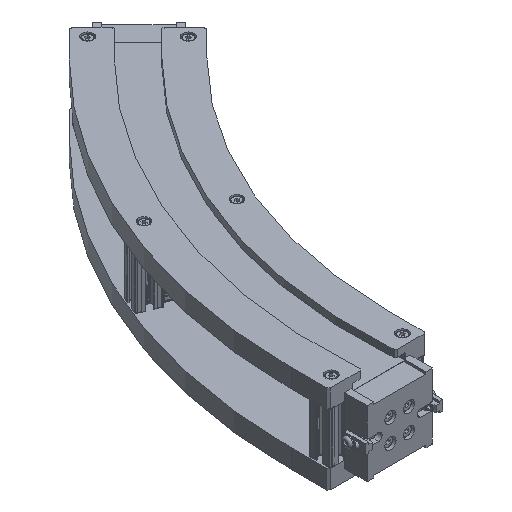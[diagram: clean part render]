
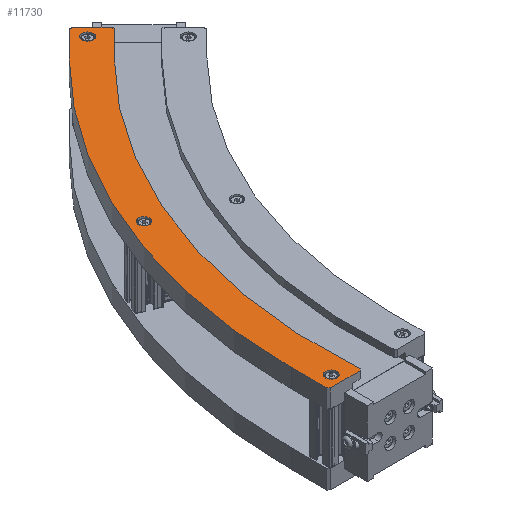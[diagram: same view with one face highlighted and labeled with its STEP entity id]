
A CAD part, isometric view. The second image highlights one B-rep face of the part: STEP entity #11730.
In plain terms, the highlighted planar face has unit normal (0, 0, 1).
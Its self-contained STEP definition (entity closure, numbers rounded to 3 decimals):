
#321=FACE_BOUND('',#1713,.T.);
#322=FACE_BOUND('',#1714,.T.);
#323=FACE_BOUND('',#1715,.T.);
#576=PLANE('',#12912);
#1091=FACE_OUTER_BOUND('',#1712,.T.);
#1712=EDGE_LOOP('',(#9777,#9778,#9779,#9780,#9781,#9782,#9783,#9784,#9785,
#9786,#9787));
#1713=EDGE_LOOP('',(#9788));
#1714=EDGE_LOOP('',(#9789));
#1715=EDGE_LOOP('',(#9790));
#2696=LINE('',#18878,#3828);
#2698=LINE('',#18882,#3830);
#2700=LINE('',#18887,#3832);
#2703=LINE('',#18892,#3835);
#2725=LINE('',#18948,#3857);
#2733=LINE('',#18969,#3865);
#2752=LINE('',#19048,#3884);
#2753=LINE('',#19051,#3885);
#2754=LINE('',#19054,#3886);
#3828=VECTOR('',#15450,10.);
#3830=VECTOR('',#15454,10.);
#3832=VECTOR('',#15458,10.);
#3835=VECTOR('',#15463,10.);
#3857=VECTOR('',#15509,10.);
#3865=VECTOR('',#15531,10.);
#3884=VECTOR('',#15636,10.);
#3885=VECTOR('',#15639,10.);
#3886=VECTOR('',#15642,10.);
#4515=CIRCLE('',#12864,672.5);
#4519=CIRCLE('',#12873,7.5);
#4526=CIRCLE('',#12889,7.5);
#4529=CIRCLE('',#12895,7.5);
#4534=CIRCLE('',#12913,715.);
#5393=VERTEX_POINT('',#18875);
#5394=VERTEX_POINT('',#18877);
#5395=VERTEX_POINT('',#18881);
#5396=VERTEX_POINT('',#18885);
#5397=VERTEX_POINT('',#18886);
#5398=VERTEX_POINT('',#18891);
#5420=VERTEX_POINT('',#18947);
#5423=VERTEX_POINT('',#18955);
#5426=VERTEX_POINT('',#18968);
#5429=VERTEX_POINT('',#18977);
#5436=VERTEX_POINT('',#19006);
#5439=VERTEX_POINT('',#19017);
#5444=VERTEX_POINT('',#19050);
#5445=VERTEX_POINT('',#19052);
#6865=EDGE_CURVE('',#5394,#5393,#2696,.T.);
#6867=EDGE_CURVE('',#5394,#5395,#2698,.T.);
#6869=EDGE_CURVE('',#5396,#5397,#2700,.T.);
#6872=EDGE_CURVE('',#5398,#5397,#2703,.T.);
#6901=EDGE_CURVE('',#5420,#5393,#2725,.T.);
#6906=EDGE_CURVE('',#5420,#5423,#4515,.T.);
#6912=EDGE_CURVE('',#5398,#5426,#2733,.T.);
#6916=EDGE_CURVE('',#5429,#5429,#4519,.T.);
#6929=EDGE_CURVE('',#5436,#5436,#4526,.T.);
#6934=EDGE_CURVE('',#5439,#5439,#4529,.T.);
#6948=EDGE_CURVE('',#5423,#5426,#2752,.T.);
#6949=EDGE_CURVE('',#5396,#5444,#2753,.T.);
#6950=EDGE_CURVE('',#5444,#5445,#4534,.T.);
#6951=EDGE_CURVE('',#5445,#5395,#2754,.T.);
#9777=ORIENTED_EDGE('',*,*,#6867,.F.);
#9778=ORIENTED_EDGE('',*,*,#6865,.T.);
#9779=ORIENTED_EDGE('',*,*,#6901,.F.);
#9780=ORIENTED_EDGE('',*,*,#6906,.T.);
#9781=ORIENTED_EDGE('',*,*,#6948,.T.);
#9782=ORIENTED_EDGE('',*,*,#6912,.F.);
#9783=ORIENTED_EDGE('',*,*,#6872,.T.);
#9784=ORIENTED_EDGE('',*,*,#6869,.F.);
#9785=ORIENTED_EDGE('',*,*,#6949,.T.);
#9786=ORIENTED_EDGE('',*,*,#6950,.T.);
#9787=ORIENTED_EDGE('',*,*,#6951,.T.);
#9788=ORIENTED_EDGE('',*,*,#6916,.T.);
#9789=ORIENTED_EDGE('',*,*,#6929,.T.);
#9790=ORIENTED_EDGE('',*,*,#6934,.T.);
#11730=ADVANCED_FACE('',(#1091,#321,#322,#323),#576,.T.);
#12864=AXIS2_PLACEMENT_3D('',#18957,#15517,#15518);
#12873=AXIS2_PLACEMENT_3D('',#18978,#15541,#15542);
#12889=AXIS2_PLACEMENT_3D('',#19007,#15579,#15580);
#12895=AXIS2_PLACEMENT_3D('',#19018,#15593,#15594);
#12912=AXIS2_PLACEMENT_3D('',#19049,#15637,#15638);
#12913=AXIS2_PLACEMENT_3D('',#19053,#15640,#15641);
#15450=DIRECTION('',(-0.707,-0.707,0.));
#15454=DIRECTION('',(1.,0.,0.));
#15458=DIRECTION('',(-0.707,-0.707,0.));
#15463=DIRECTION('',(1.,0.,0.));
#15509=DIRECTION('',(-0.036,0.999,0.));
#15517=DIRECTION('center_axis',(0.,0.,-1.));
#15518=DIRECTION('ref_axis',(-1.,0.,0.));
#15531=DIRECTION('',(-0.707,0.707,0.));
#15541=DIRECTION('center_axis',(0.,0.,-1.));
#15542=DIRECTION('ref_axis',(1.,0.,0.));
#15579=DIRECTION('center_axis',(0.,0.,-1.));
#15580=DIRECTION('ref_axis',(1.,0.,0.));
#15593=DIRECTION('center_axis',(0.,0.,-1.));
#15594=DIRECTION('ref_axis',(1.,0.,0.));
#15636=DIRECTION('',(0.,-1.,0.));
#15637=DIRECTION('center_axis',(0.,0.,1.));
#15638=DIRECTION('ref_axis',(1.,0.,0.));
#15639=DIRECTION('',(0.,1.,0.));
#15640=DIRECTION('center_axis',(0.,0.,1.));
#15641=DIRECTION('ref_axis',(1.,0.,0.));
#15642=DIRECTION('',(-0.707,0.707,0.));
#18875=CARTESIAN_POINT('',(440.272,510.983,12.5));
#18877=CARTESIAN_POINT('',(468.458,539.169,12.5));
#18878=CARTESIAN_POINT('',(470.226,540.937,12.5));
#18881=CARTESIAN_POINT('',(471.994,539.169,12.5));
#18882=CARTESIAN_POINT('',(560.113,539.169,12.5));
#18885=CARTESIAN_POINT('',(715.,-47.5,12.5));
#18886=CARTESIAN_POINT('',(712.5,-50.,12.5));
#18887=CARTESIAN_POINT('',(703.75,-58.75,12.5));
#18891=CARTESIAN_POINT('',(674.5,-50.,12.5));
#18892=CARTESIAN_POINT('',(585.,-50.,12.5));
#18947=CARTESIAN_POINT('',(440.371,508.261,12.5));
#18948=CARTESIAN_POINT('',(450.2,238.847,12.5));
#18955=CARTESIAN_POINT('',(672.5,0.,12.5));
#18957=CARTESIAN_POINT('Origin',(0.,0.,12.5));
#18968=CARTESIAN_POINT('',(672.5,-48.,12.5));
#18969=CARTESIAN_POINT('',(661.625,-37.125,12.5));
#18977=CARTESIAN_POINT('',(460.337,517.334,12.5));
#18978=CARTESIAN_POINT('Origin',(467.837,517.334,12.5));
#19006=CARTESIAN_POINT('',(690.,-35.,12.5));
#19007=CARTESIAN_POINT('Origin',(697.5,-35.,12.5));
#19017=CARTESIAN_POINT('',(636.906,266.922,12.5));
#19018=CARTESIAN_POINT('Origin',(644.406,266.922,12.5));
#19048=CARTESIAN_POINT('',(672.5,-12.5,12.5));
#19049=CARTESIAN_POINT('Origin',(650.,-25.,12.5));
#19050=CARTESIAN_POINT('',(715.,0.,12.5));
#19051=CARTESIAN_POINT('',(715.,-50.,12.5));
#19052=CARTESIAN_POINT('',(505.581,505.581,12.5));
#19053=CARTESIAN_POINT('Origin',(0.,0.,12.5));
#19054=CARTESIAN_POINT('',(505.581,505.581,12.5));
